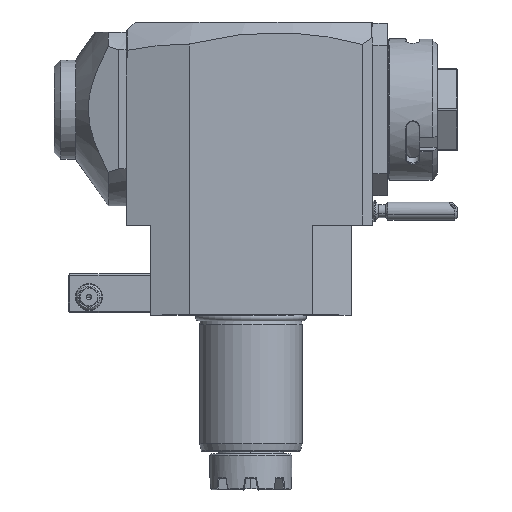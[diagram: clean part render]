
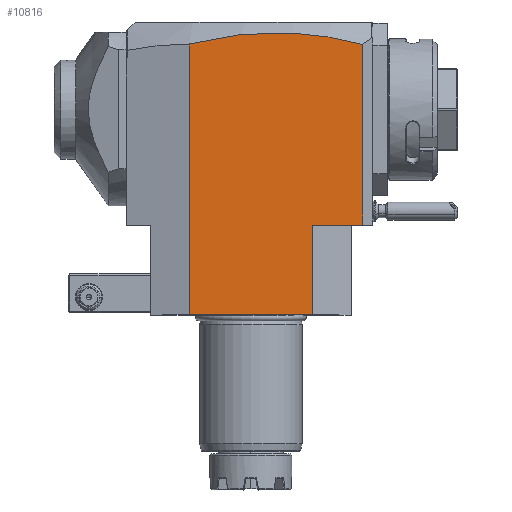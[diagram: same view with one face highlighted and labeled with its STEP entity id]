
A CAD part, top view. The second image highlights one B-rep face of the part: STEP entity #10816.
In plain terms, the highlighted planar face has unit normal (0, 0, 1).
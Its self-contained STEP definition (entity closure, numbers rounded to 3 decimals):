
#2079=DIRECTION('',(0.,-1.,0.));
#2080=VECTOR('',#2079,70.258);
#2081=CARTESIAN_POINT('',(43.5,105.258,37.5));
#2082=LINE('',#2081,#2080);
#2083=DIRECTION('',(-1.,0.,0.));
#2084=VECTOR('',#2083,19.5);
#2085=CARTESIAN_POINT('',(43.5,35.,37.5));
#2086=LINE('',#2085,#2084);
#2087=CARTESIAN_POINT('',(-24.,105.435,37.5));
#2088=CARTESIAN_POINT('',(-18.371,106.939,37.5));
#2089=CARTESIAN_POINT('',(-7.115,109.162,37.5));
#2090=CARTESIAN_POINT('',(9.762,110.233,37.5));
#2091=CARTESIAN_POINT('',(26.635,109.072,37.5));
#2092=CARTESIAN_POINT('',(37.879,106.791,37.5));
#2093=CARTESIAN_POINT('',(43.5,105.258,37.5));
#2614=DIRECTION('',(0.,-1.,0.));
#2615=VECTOR('',#2614,105.435);
#2616=CARTESIAN_POINT('',(-24.,105.435,37.5));
#2617=LINE('',#2616,#2615);
#2634=DIRECTION('',(-1.,0.,0.));
#2635=VECTOR('',#2634,48.);
#2636=CARTESIAN_POINT('',(24.,0.,37.5));
#2637=LINE('',#2636,#2635);
#5090=DIRECTION('',(0.,1.,0.));
#5091=VECTOR('',#5090,35.);
#5092=CARTESIAN_POINT('',(24.,0.,37.5));
#5093=LINE('',#5092,#5091);
#8310=VERTEX_POINT('',#2087);
#8311=VERTEX_POINT('',#2093);
#8659=CARTESIAN_POINT('',(43.5,35.,37.5));
#8660=VERTEX_POINT('',#8659);
#8696=CARTESIAN_POINT('',(24.,0.,37.5));
#8697=VERTEX_POINT('',#8696);
#8698=CARTESIAN_POINT('',(-24.,0.,37.5));
#8699=VERTEX_POINT('',#8698);
#8906=CARTESIAN_POINT('',(24.,35.,37.5));
#8907=VERTEX_POINT('',#8906);
#10798=CARTESIAN_POINT('',(-39.202,35.,37.5));
#10799=DIRECTION('',(0.,0.,1.));
#10800=DIRECTION('',(1.,0.,0.));
#10801=AXIS2_PLACEMENT_3D('',#10798,#10799,#10800);
#10802=PLANE('',#10801);
#10804=ORIENTED_EDGE('',*,*,#10803,.T.);
#10805=ORIENTED_EDGE('',*,*,#10781,.T.);
#10807=ORIENTED_EDGE('',*,*,#10806,.F.);
#10809=ORIENTED_EDGE('',*,*,#10808,.T.);
#10811=ORIENTED_EDGE('',*,*,#10810,.F.);
#10813=ORIENTED_EDGE('',*,*,#10812,.T.);
#10814=EDGE_LOOP('',(#10804,#10805,#10807,#10809,#10811,#10813));
#10815=FACE_OUTER_BOUND('',#10814,.F.);
#2094=B_SPLINE_CURVE_WITH_KNOTS('',3,(#2087,#2088,#2089,#2090,#2091,#2092,
#2093),.UNSPECIFIED.,.F.,.F.,(4,1,1,1,4),(0.,0.25,0.5,0.75,1.),
.UNSPECIFIED.);
#10781=EDGE_CURVE('',#8660,#8907,#2086,.T.);
#10803=EDGE_CURVE('',#8311,#8660,#2082,.T.);
#10806=EDGE_CURVE('',#8697,#8907,#5093,.T.);
#10808=EDGE_CURVE('',#8697,#8699,#2637,.T.);
#10810=EDGE_CURVE('',#8310,#8699,#2617,.T.);
#10812=EDGE_CURVE('',#8310,#8311,#2094,.T.);
#10816=ADVANCED_FACE('',(#10815),#10802,.T.);
